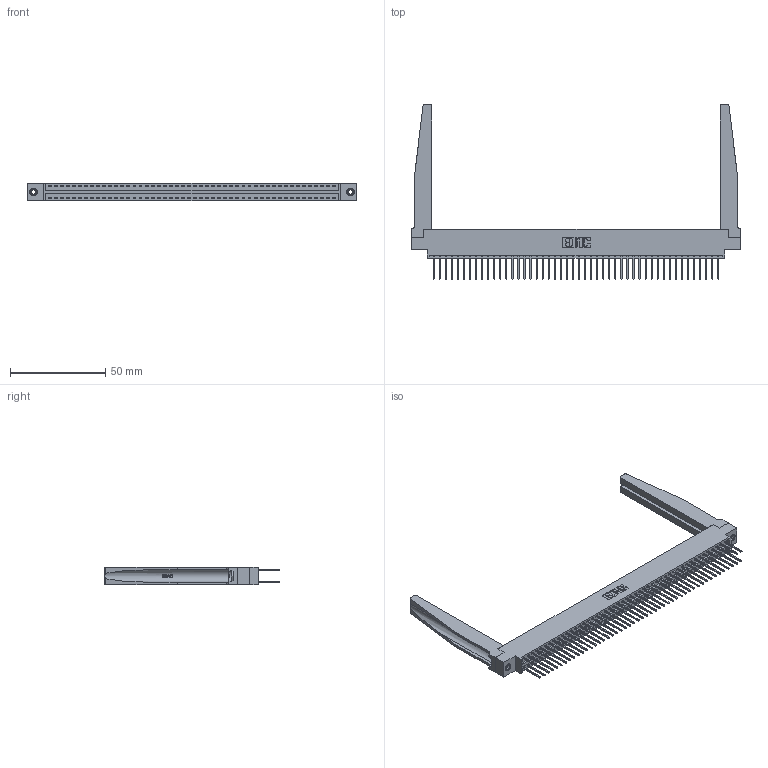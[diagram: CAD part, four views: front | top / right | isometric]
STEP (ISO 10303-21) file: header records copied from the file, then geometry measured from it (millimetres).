
FILE_DESCRIPTION (( 'STEP AP203' ), '1' );
FILE_NAME ('346-096-522-878.STEP', '2022-05-26T16:10:31', ( '' ), ( '' ), 'SwSTEP 2.0', 'SolidWorks 2020', '' );
FILE_SCHEMA (( 'CONFIG_CONTROL_DESIGN' ));
Length unit declared in the file: inch
Products named in the file (5): 345-250-001_345-250-001-102; 345-292-001_345-293-122; 346-220-078_345-220-078; 346-096-522-878; 346 Part_0.170 Offset - 0.156 Dia-TH
Assembly tree (101 placements, depth 2):
  346-096-522-878
    346 Part_0.170 Offset - 0.156 Dia-TH
    345-292-001_345-293-122  x96
    346-220-078_345-220-078  x2
    345-250-001_345-250-001-102  x2
Bounding box: 172.97 x 91.69 x 9.4 mm (x, y, z)
Volume: 23895.8 mm3; surface area: 31336 mm2
Topology: 101 solids, 101 shells, 5366 faces, 15865 edges, 10438 vertices
Faces by surface type: plane 3596, cylinder 1718, bspline 36, cone 12, torus 4
Entity records: 35832 total; most frequent: CARTESIAN_POINT 6841, ORIENTED_EDGE 5662, DIRECTION 5065, EDGE_CURVE 2831, VECTOR 2413, LINE 2413, VERTEX_POINT 1880, AXIS2_PLACEMENT_3D 1326
